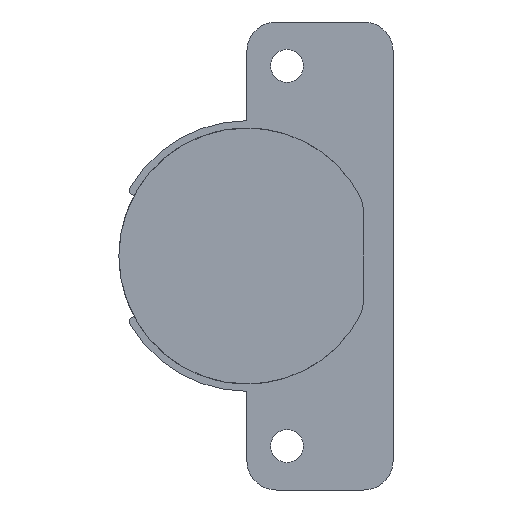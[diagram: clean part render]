
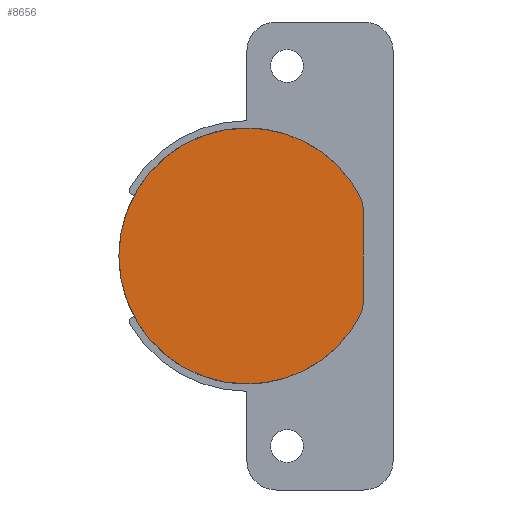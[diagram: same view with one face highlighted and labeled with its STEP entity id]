
A CAD part, front view. The second image highlights one B-rep face of the part: STEP entity #8656.
In plain terms, the highlighted planar face has unit normal (0, -1, 0).
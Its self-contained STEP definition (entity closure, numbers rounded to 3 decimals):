
#3327=CARTESIAN_POINT('',(25.512,-11.9,6.459));
#3328=DIRECTION('',(0.,1.,0.));
#3329=DIRECTION('',(0.884,0.,0.468));
#3330=AXIS2_PLACEMENT_3D('',#3327,#3328,#3329);
#3335=DIRECTION('',(0.,0.,-1.));
#3336=VECTOR('',#3335,12.919);
#3337=CARTESIAN_POINT('',(29.212,-11.9,6.459));
#3338=LINE('',#3337,#3336);
#3342=CARTESIAN_POINT('',(25.512,-11.9,-6.459));
#3343=DIRECTION('',(0.,1.,0.));
#3344=DIRECTION('',(1.,0.,0.));
#3345=AXIS2_PLACEMENT_3D('',#3342,#3343,#3344);
#3350=CARTESIAN_POINT('',(13.317,-11.9,0.));
#3351=DIRECTION('',(0.,1.,0.));
#3352=DIRECTION('',(0.884,0.,-0.468));
#3353=AXIS2_PLACEMENT_3D('',#3350,#3351,#3352);
#3358=CARTESIAN_POINT('',(13.317,-11.9,0.));
#3359=DIRECTION('',(0.,1.,0.));
#3360=DIRECTION('',(0.,0.,-1.));
#3361=AXIS2_PLACEMENT_3D('',#3358,#3359,#3360);
#3366=CARTESIAN_POINT('',(13.317,-11.9,0.));
#3367=DIRECTION('',(0.,1.,0.));
#3368=DIRECTION('',(0.,0.,1.));
#3369=AXIS2_PLACEMENT_3D('',#3366,#3367,#3368);
#5961=CARTESIAN_POINT('',(28.781,-11.9,8.191));
#5962=VERTEX_POINT('',#5961);
#5963=CARTESIAN_POINT('',(13.317,-11.9,17.5));
#5964=VERTEX_POINT('',#5963);
#5965=CARTESIAN_POINT('',(13.317,-11.9,-17.5));
#5966=VERTEX_POINT('',#5965);
#5967=CARTESIAN_POINT('',(28.781,-11.9,-8.191));
#5968=VERTEX_POINT('',#5967);
#5971=CARTESIAN_POINT('',(29.212,-11.9,6.459));
#5972=VERTEX_POINT('',#5971);
#5973=CARTESIAN_POINT('',(29.212,-11.9,-6.459));
#5974=VERTEX_POINT('',#5973);
#8643=CARTESIAN_POINT('',(13.317,-11.9,0.));
#8644=DIRECTION('',(0.,-1.,0.));
#8645=DIRECTION('',(-1.,0.,0.));
#8646=AXIS2_PLACEMENT_3D('',#8643,#8644,#8645);
#8647=PLANE('',#8646);
#8648=ORIENTED_EDGE('',*,*,#8609,.T.);
#8649=ORIENTED_EDGE('',*,*,#8625,.T.);
#8650=ORIENTED_EDGE('',*,*,#8636,.T.);
#8651=ORIENTED_EDGE('',*,*,#8584,.T.);
#8652=ORIENTED_EDGE('',*,*,#8582,.T.);
#8653=ORIENTED_EDGE('',*,*,#8580,.T.);
#8654=EDGE_LOOP('',(#8648,#8649,#8650,#8651,#8652,#8653));
#8655=FACE_OUTER_BOUND('',#8654,.F.);
#3331=CIRCLE('',#3330,3.7);
#3346=CIRCLE('',#3345,3.7);
#3354=CIRCLE('',#3353,17.5);
#3362=CIRCLE('',#3361,17.5);
#3370=CIRCLE('',#3369,17.5);
#8580=EDGE_CURVE('',#5964,#5962,#3370,.T.);
#8582=EDGE_CURVE('',#5966,#5964,#3362,.T.);
#8584=EDGE_CURVE('',#5968,#5966,#3354,.T.);
#8609=EDGE_CURVE('',#5962,#5972,#3331,.T.);
#8625=EDGE_CURVE('',#5972,#5974,#3338,.T.);
#8636=EDGE_CURVE('',#5974,#5968,#3346,.T.);
#8656=ADVANCED_FACE('',(#8655),#8647,.T.);
